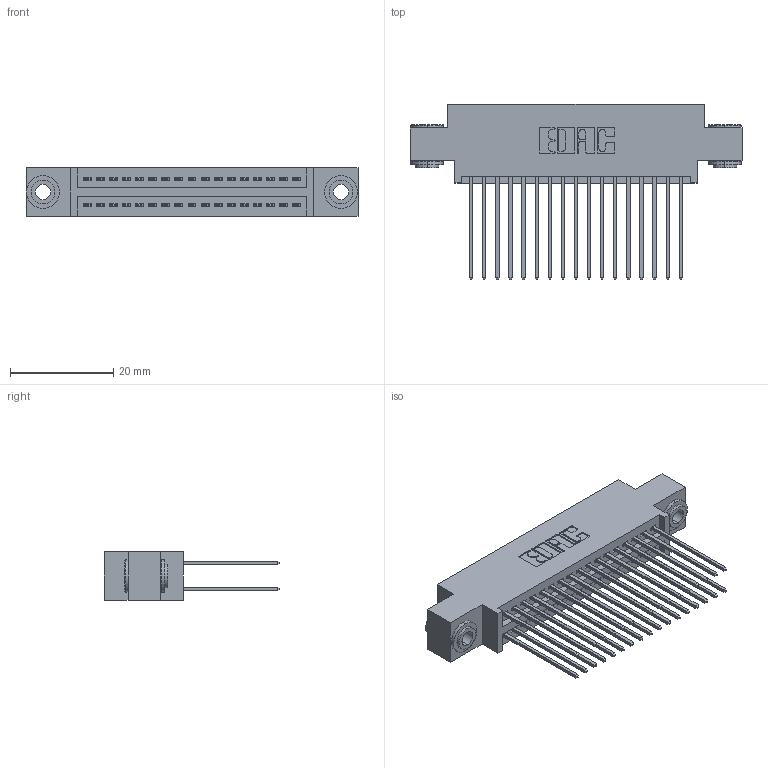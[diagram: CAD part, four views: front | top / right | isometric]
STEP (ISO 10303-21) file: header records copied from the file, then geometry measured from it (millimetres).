
FILE_DESCRIPTION (( 'STEP AP203' ), '1' );
FILE_NAME ('395-034-541-803.STEP', '2019-10-17T17:48:21', ( '' ), ( '' ), 'SwSTEP 2.0', 'SolidWorks 2016', '' );
FILE_SCHEMA (( 'CONFIG_CONTROL_DESIGN' ));
Length unit declared in the file: inch
Products named in the file (4): 395-034-541-803; 345 Part_0.170 Offset - 0.156 Dia-TH; 345-292-001_345-293-141; 345-250-002_345-250-002-102
Assembly tree (37 placements, depth 2):
  395-034-541-803
    345 Part_0.170 Offset - 0.156 Dia-TH
    345-292-001_345-293-141  x34
    345-250-002_345-250-002-102  x2
Bounding box: 64.39 x 33.96 x 9.4 mm (x, y, z)
Volume: 6123.8 mm3; surface area: 9833.2 mm2
Topology: 37 solids, 37 shells, 1868 faces, 5495 edges, 3614 vertices
Faces by surface type: plane 1216, cylinder 644, cone 8
Entity records: 17504 total; most frequent: CARTESIAN_POINT 2935, ORIENTED_EDGE 2862, DIRECTION 2649, EDGE_CURVE 1431, LINE 1207, VECTOR 1207, VERTEX_POINT 950, AXIS2_PLACEMENT_3D 721
